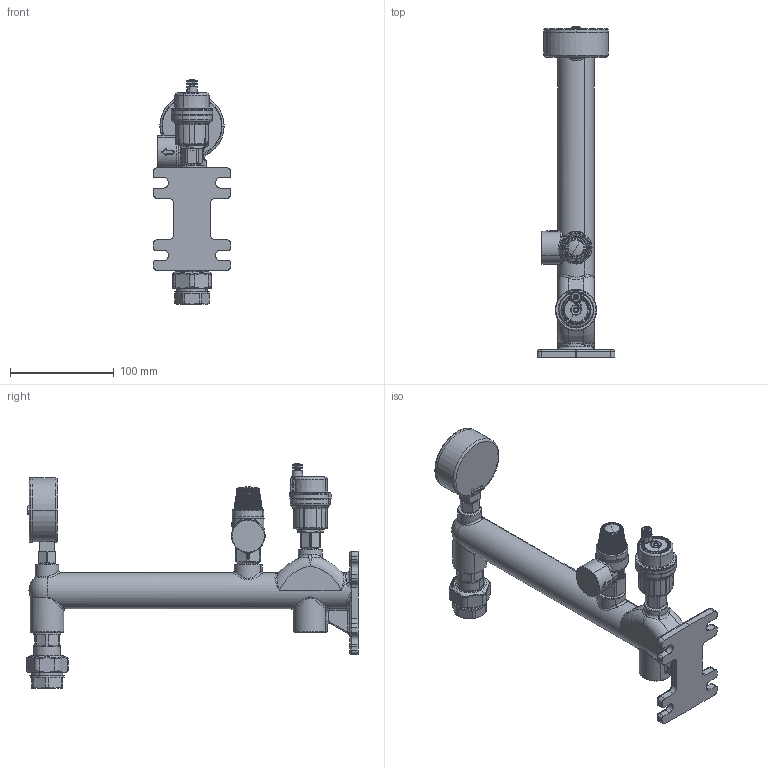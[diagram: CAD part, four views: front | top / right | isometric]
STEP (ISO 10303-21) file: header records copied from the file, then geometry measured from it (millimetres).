
FILE_DESCRIPTION(('CATIA V5 STEP Exchange'),'2;1');
FILE_NAME('STEP_336630_-_TST.stp','2018-11-29T12:28:46+00:00',('none'),('none'),'CATIA Version 5-6 Release 2016 SP4','CATIA V5 STEP AP203','none');
FILE_SCHEMA(('CONFIG_CONTROL_DESIGN'));
Products named in the file (1): 336630_ALLCATPART
Bounding box: 75 x 320.33 x 216.3 mm (x, y, z)
Volume: 596866.4 mm3; surface area: 118587.5 mm2
Topology: 2 solids, 12 shells, 4759 faces, 11650 edges, 6624 vertices
Faces by surface type: bspline 1890, plane 1007, cylinder 958, sphere 329, cone 312, torus 252, extrusion 6, revolution 5
Entity records: 242204 total; most frequent: CARTESIAN_POINT 154872, ORIENTED_EDGE 22516, EDGE_CURVE 11258, DIRECTION 9592, VERTEX_POINT 6624, B_SPLINE_CURVE_WITH_KNOTS 6127, EDGE_LOOP 4906, ADVANCED_FACE 4759
